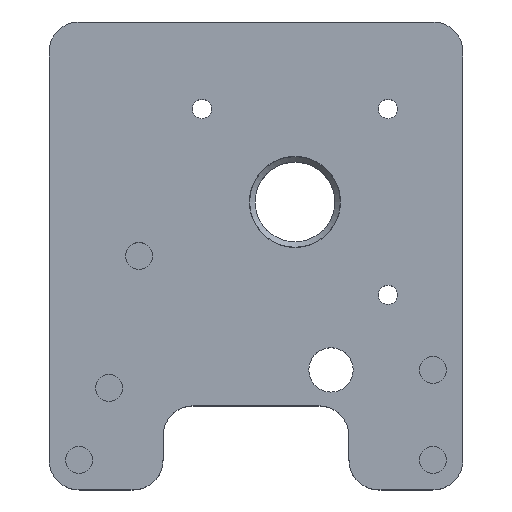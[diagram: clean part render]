
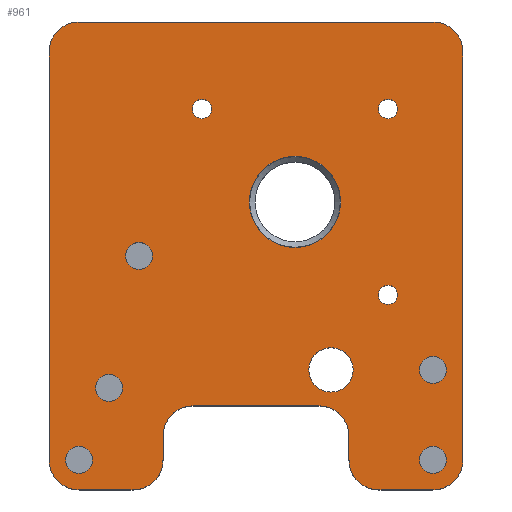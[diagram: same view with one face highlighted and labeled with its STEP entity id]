
A CAD part, top view. The second image highlights one B-rep face of the part: STEP entity #961.
In plain terms, the highlighted planar face has unit normal (0, 0, 1).
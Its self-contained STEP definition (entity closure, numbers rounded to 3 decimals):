
#424 = VERTEX_POINT('',#425);
#425 = CARTESIAN_POINT('',(69.,-4.,0.));
#431 = EDGE_CURVE('',#432,#424,#434,.T.);
#432 = VERTEX_POINT('',#433);
#433 = CARTESIAN_POINT('',(69.,64.,0.));
#434 = LINE('',#435,#436);
#435 = CARTESIAN_POINT('',(69.,64.,0.));
#436 = VECTOR('',#437,1.);
#437 = DIRECTION('',(-0.,-1.,-0.));
#497 = VERTEX_POINT('',#498);
#498 = CARTESIAN_POINT('',(5.,69.,0.));
#506 = VERTEX_POINT('',#507);
#507 = CARTESIAN_POINT('',(64.,69.,0.));
#513 = EDGE_CURVE('',#497,#506,#514,.T.);
#514 = LINE('',#515,#516);
#515 = CARTESIAN_POINT('',(5.,69.,0.));
#516 = VECTOR('',#517,1.);
#517 = DIRECTION('',(1.,0.,0.));
#530 = VERTEX_POINT('',#531);
#531 = CARTESIAN_POINT('',(0.,64.,0.));
#537 = EDGE_CURVE('',#497,#530,#538,.T.);
#538 = CIRCLE('',#539,5.);
#539 = AXIS2_PLACEMENT_3D('',#540,#541,#542);
#540 = CARTESIAN_POINT('',(5.,64.,0.));
#541 = DIRECTION('',(0.,0.,1.));
#542 = DIRECTION('',(1.,0.,0.));
#555 = EDGE_CURVE('',#432,#506,#556,.T.);
#556 = CIRCLE('',#557,5.);
#557 = AXIS2_PLACEMENT_3D('',#558,#559,#560);
#558 = CARTESIAN_POINT('',(64.,64.,0.));
#559 = DIRECTION('',(0.,0.,1.));
#560 = DIRECTION('',(1.,0.,0.));
#638 = EDGE_CURVE('',#639,#530,#641,.T.);
#639 = VERTEX_POINT('',#640);
#640 = CARTESIAN_POINT('',(0.,-4.,0.));
#641 = LINE('',#642,#643);
#642 = CARTESIAN_POINT('',(0.,-4.,0.));
#643 = VECTOR('',#644,1.);
#644 = DIRECTION('',(0.,1.,0.));
#888 = VERTEX_POINT('',#889);
#889 = CARTESIAN_POINT('',(48.6,39.,0.));
#897 = EDGE_CURVE('',#888,#888,#898,.T.);
#898 = CIRCLE('',#899,7.6);
#899 = AXIS2_PLACEMENT_3D('',#900,#901,#902);
#900 = CARTESIAN_POINT('',(41.,39.,0.));
#901 = DIRECTION('',(0.,0.,-1.));
#902 = DIRECTION('',(1.,0.,0.));
#961 = ADVANCED_FACE('',(#962,#1061,#1072,#1083,#1094,#1105,#1116,#1127,
    #1138,#1149,#1152),#1163,.F.);
#962 = FACE_BOUND('',#963,.T.);
#963 = EDGE_LOOP('',(#964,#965,#966,#975,#983,#992,#1000,#1009,#1017,
    #1026,#1034,#1043,#1051,#1058,#1059,#1060));
#964 = ORIENTED_EDGE('',*,*,#537,.T.);
#965 = ORIENTED_EDGE('',*,*,#638,.F.);
#966 = ORIENTED_EDGE('',*,*,#967,.T.);
#967 = EDGE_CURVE('',#639,#968,#970,.T.);
#968 = VERTEX_POINT('',#969);
#969 = CARTESIAN_POINT('',(5.,-9.,0.));
#970 = CIRCLE('',#971,5.);
#971 = AXIS2_PLACEMENT_3D('',#972,#973,#974);
#972 = CARTESIAN_POINT('',(5.,-4.,0.));
#973 = DIRECTION('',(0.,0.,1.));
#974 = DIRECTION('',(1.,0.,0.));
#975 = ORIENTED_EDGE('',*,*,#976,.F.);
#976 = EDGE_CURVE('',#977,#968,#979,.T.);
#977 = VERTEX_POINT('',#978);
#978 = CARTESIAN_POINT('',(14.,-9.,0.));
#979 = LINE('',#980,#981);
#980 = CARTESIAN_POINT('',(14.,-9.,0.));
#981 = VECTOR('',#982,1.);
#982 = DIRECTION('',(-1.,-0.,-0.));
#983 = ORIENTED_EDGE('',*,*,#984,.T.);
#984 = EDGE_CURVE('',#977,#985,#987,.T.);
#985 = VERTEX_POINT('',#986);
#986 = CARTESIAN_POINT('',(19.,-4.,0.));
#987 = CIRCLE('',#988,5.);
#988 = AXIS2_PLACEMENT_3D('',#989,#990,#991);
#989 = CARTESIAN_POINT('',(14.,-4.,0.));
#990 = DIRECTION('',(0.,0.,1.));
#991 = DIRECTION('',(1.,0.,0.));
#992 = ORIENTED_EDGE('',*,*,#993,.F.);
#993 = EDGE_CURVE('',#994,#985,#996,.T.);
#994 = VERTEX_POINT('',#995);
#995 = CARTESIAN_POINT('',(19.,0.,0.));
#996 = LINE('',#997,#998);
#997 = CARTESIAN_POINT('',(19.,0.,0.));
#998 = VECTOR('',#999,1.);
#999 = DIRECTION('',(-0.,-1.,-0.));
#1000 = ORIENTED_EDGE('',*,*,#1001,.F.);
#1001 = EDGE_CURVE('',#1002,#994,#1004,.T.);
#1002 = VERTEX_POINT('',#1003);
#1003 = CARTESIAN_POINT('',(24.,5.,0.));
#1004 = CIRCLE('',#1005,5.);
#1005 = AXIS2_PLACEMENT_3D('',#1006,#1007,#1008);
#1006 = CARTESIAN_POINT('',(24.,0.,0.));
#1007 = DIRECTION('',(0.,0.,1.));
#1008 = DIRECTION('',(1.,0.,0.));
#1009 = ORIENTED_EDGE('',*,*,#1010,.T.);
#1010 = EDGE_CURVE('',#1002,#1011,#1013,.T.);
#1011 = VERTEX_POINT('',#1012);
#1012 = CARTESIAN_POINT('',(45.,5.,0.));
#1013 = LINE('',#1014,#1015);
#1014 = CARTESIAN_POINT('',(24.,5.,0.));
#1015 = VECTOR('',#1016,1.);
#1016 = DIRECTION('',(1.,0.,0.));
#1017 = ORIENTED_EDGE('',*,*,#1018,.F.);
#1018 = EDGE_CURVE('',#1019,#1011,#1021,.T.);
#1019 = VERTEX_POINT('',#1020);
#1020 = CARTESIAN_POINT('',(50.,0.,0.));
#1021 = CIRCLE('',#1022,5.);
#1022 = AXIS2_PLACEMENT_3D('',#1023,#1024,#1025);
#1023 = CARTESIAN_POINT('',(45.,0.,0.));
#1024 = DIRECTION('',(0.,0.,1.));
#1025 = DIRECTION('',(1.,0.,0.));
#1026 = ORIENTED_EDGE('',*,*,#1027,.T.);
#1027 = EDGE_CURVE('',#1019,#1028,#1030,.T.);
#1028 = VERTEX_POINT('',#1029);
#1029 = CARTESIAN_POINT('',(50.,-4.,0.));
#1030 = LINE('',#1031,#1032);
#1031 = CARTESIAN_POINT('',(50.,0.,0.));
#1032 = VECTOR('',#1033,1.);
#1033 = DIRECTION('',(-0.,-1.,-0.));
#1034 = ORIENTED_EDGE('',*,*,#1035,.T.);
#1035 = EDGE_CURVE('',#1028,#1036,#1038,.T.);
#1036 = VERTEX_POINT('',#1037);
#1037 = CARTESIAN_POINT('',(55.,-9.,0.));
#1038 = CIRCLE('',#1039,5.);
#1039 = AXIS2_PLACEMENT_3D('',#1040,#1041,#1042);
#1040 = CARTESIAN_POINT('',(55.,-4.,0.));
#1041 = DIRECTION('',(0.,0.,1.));
#1042 = DIRECTION('',(1.,0.,0.));
#1043 = ORIENTED_EDGE('',*,*,#1044,.F.);
#1044 = EDGE_CURVE('',#1045,#1036,#1047,.T.);
#1045 = VERTEX_POINT('',#1046);
#1046 = CARTESIAN_POINT('',(64.,-9.,0.));
#1047 = LINE('',#1048,#1049);
#1048 = CARTESIAN_POINT('',(64.,-9.,0.));
#1049 = VECTOR('',#1050,1.);
#1050 = DIRECTION('',(-1.,-0.,-0.));
#1051 = ORIENTED_EDGE('',*,*,#1052,.T.);
#1052 = EDGE_CURVE('',#1045,#424,#1053,.T.);
#1053 = CIRCLE('',#1054,5.);
#1054 = AXIS2_PLACEMENT_3D('',#1055,#1056,#1057);
#1055 = CARTESIAN_POINT('',(64.,-4.,0.));
#1056 = DIRECTION('',(0.,0.,1.));
#1057 = DIRECTION('',(1.,0.,0.));
#1058 = ORIENTED_EDGE('',*,*,#431,.F.);
#1059 = ORIENTED_EDGE('',*,*,#555,.T.);
#1060 = ORIENTED_EDGE('',*,*,#513,.F.);
#1061 = FACE_BOUND('',#1062,.T.);
#1062 = EDGE_LOOP('',(#1063));
#1063 = ORIENTED_EDGE('',*,*,#1064,.T.);
#1064 = EDGE_CURVE('',#1065,#1065,#1067,.T.);
#1065 = VERTEX_POINT('',#1066);
#1066 = CARTESIAN_POINT('',(7.25,-4.,0.));
#1067 = CIRCLE('',#1068,2.25);
#1068 = AXIS2_PLACEMENT_3D('',#1069,#1070,#1071);
#1069 = CARTESIAN_POINT('',(5.,-4.,0.));
#1070 = DIRECTION('',(0.,0.,-1.));
#1071 = DIRECTION('',(1.,0.,0.));
#1072 = FACE_BOUND('',#1073,.T.);
#1073 = EDGE_LOOP('',(#1074));
#1074 = ORIENTED_EDGE('',*,*,#1075,.T.);
#1075 = EDGE_CURVE('',#1076,#1076,#1078,.T.);
#1076 = VERTEX_POINT('',#1077);
#1077 = CARTESIAN_POINT('',(12.25,8.,0.));
#1078 = CIRCLE('',#1079,2.25);
#1079 = AXIS2_PLACEMENT_3D('',#1080,#1081,#1082);
#1080 = CARTESIAN_POINT('',(10.,8.,0.));
#1081 = DIRECTION('',(0.,0.,-1.));
#1082 = DIRECTION('',(1.,0.,0.));
#1083 = FACE_BOUND('',#1084,.T.);
#1084 = EDGE_LOOP('',(#1085));
#1085 = ORIENTED_EDGE('',*,*,#1086,.T.);
#1086 = EDGE_CURVE('',#1087,#1087,#1089,.T.);
#1087 = VERTEX_POINT('',#1088);
#1088 = CARTESIAN_POINT('',(66.25,-4.,0.));
#1089 = CIRCLE('',#1090,2.25);
#1090 = AXIS2_PLACEMENT_3D('',#1091,#1092,#1093);
#1091 = CARTESIAN_POINT('',(64.,-4.,0.));
#1092 = DIRECTION('',(0.,0.,-1.));
#1093 = DIRECTION('',(1.,0.,0.));
#1094 = FACE_BOUND('',#1095,.T.);
#1095 = EDGE_LOOP('',(#1096));
#1096 = ORIENTED_EDGE('',*,*,#1097,.T.);
#1097 = EDGE_CURVE('',#1098,#1098,#1100,.T.);
#1098 = VERTEX_POINT('',#1099);
#1099 = CARTESIAN_POINT('',(50.7,11.,0.));
#1100 = CIRCLE('',#1101,3.7);
#1101 = AXIS2_PLACEMENT_3D('',#1102,#1103,#1104);
#1102 = CARTESIAN_POINT('',(47.,11.,0.));
#1103 = DIRECTION('',(0.,0.,-1.));
#1104 = DIRECTION('',(1.,0.,0.));
#1105 = FACE_BOUND('',#1106,.T.);
#1106 = EDGE_LOOP('',(#1107));
#1107 = ORIENTED_EDGE('',*,*,#1108,.T.);
#1108 = EDGE_CURVE('',#1109,#1109,#1111,.T.);
#1109 = VERTEX_POINT('',#1110);
#1110 = CARTESIAN_POINT('',(66.25,11.,0.));
#1111 = CIRCLE('',#1112,2.25);
#1112 = AXIS2_PLACEMENT_3D('',#1113,#1114,#1115);
#1113 = CARTESIAN_POINT('',(64.,11.,0.));
#1114 = DIRECTION('',(0.,0.,-1.));
#1115 = DIRECTION('',(1.,0.,0.));
#1116 = FACE_BOUND('',#1117,.T.);
#1117 = EDGE_LOOP('',(#1118));
#1118 = ORIENTED_EDGE('',*,*,#1119,.T.);
#1119 = EDGE_CURVE('',#1120,#1120,#1122,.T.);
#1120 = VERTEX_POINT('',#1121);
#1121 = CARTESIAN_POINT('',(58.1,23.5,0.));
#1122 = CIRCLE('',#1123,1.6);
#1123 = AXIS2_PLACEMENT_3D('',#1124,#1125,#1126);
#1124 = CARTESIAN_POINT('',(56.5,23.5,0.));
#1125 = DIRECTION('',(0.,0.,-1.));
#1126 = DIRECTION('',(1.,0.,0.));
#1127 = FACE_BOUND('',#1128,.T.);
#1128 = EDGE_LOOP('',(#1129));
#1129 = ORIENTED_EDGE('',*,*,#1130,.T.);
#1130 = EDGE_CURVE('',#1131,#1131,#1133,.T.);
#1131 = VERTEX_POINT('',#1132);
#1132 = CARTESIAN_POINT('',(17.25,30.,0.));
#1133 = CIRCLE('',#1134,2.25);
#1134 = AXIS2_PLACEMENT_3D('',#1135,#1136,#1137);
#1135 = CARTESIAN_POINT('',(15.,30.,0.));
#1136 = DIRECTION('',(0.,0.,-1.));
#1137 = DIRECTION('',(1.,0.,0.));
#1138 = FACE_BOUND('',#1139,.T.);
#1139 = EDGE_LOOP('',(#1140));
#1140 = ORIENTED_EDGE('',*,*,#1141,.T.);
#1141 = EDGE_CURVE('',#1142,#1142,#1144,.T.);
#1142 = VERTEX_POINT('',#1143);
#1143 = CARTESIAN_POINT('',(27.1,54.5,0.));
#1144 = CIRCLE('',#1145,1.6);
#1145 = AXIS2_PLACEMENT_3D('',#1146,#1147,#1148);
#1146 = CARTESIAN_POINT('',(25.5,54.5,0.));
#1147 = DIRECTION('',(0.,0.,-1.));
#1148 = DIRECTION('',(1.,0.,0.));
#1149 = FACE_BOUND('',#1150,.T.);
#1150 = EDGE_LOOP('',(#1151));
#1151 = ORIENTED_EDGE('',*,*,#897,.T.);
#1152 = FACE_BOUND('',#1153,.T.);
#1153 = EDGE_LOOP('',(#1154));
#1154 = ORIENTED_EDGE('',*,*,#1155,.T.);
#1155 = EDGE_CURVE('',#1156,#1156,#1158,.T.);
#1156 = VERTEX_POINT('',#1157);
#1157 = CARTESIAN_POINT('',(58.1,54.5,0.));
#1158 = CIRCLE('',#1159,1.6);
#1159 = AXIS2_PLACEMENT_3D('',#1160,#1161,#1162);
#1160 = CARTESIAN_POINT('',(56.5,54.5,0.));
#1161 = DIRECTION('',(0.,0.,-1.));
#1162 = DIRECTION('',(1.,0.,0.));
#1163 = PLANE('',#1164);
#1164 = AXIS2_PLACEMENT_3D('',#1165,#1166,#1167);
#1165 = CARTESIAN_POINT('',(34.5,29.422,0.));
#1166 = DIRECTION('',(-0.,-0.,-1.));
#1167 = DIRECTION('',(-1.,0.,0.));
